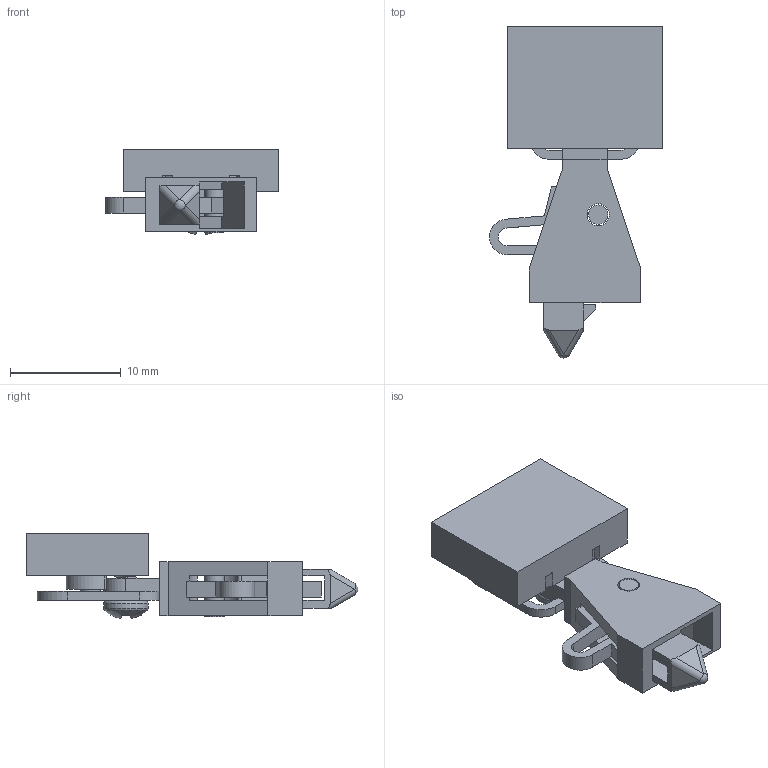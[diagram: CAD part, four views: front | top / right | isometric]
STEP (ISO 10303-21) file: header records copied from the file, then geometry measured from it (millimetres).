
FILE_DESCRIPTION(/* description */ ('','CAx-IF Rec.Pracs.---Representation and Presentation of Product Manufacturing Information (PMI)---4.0---2014-10-13'),/* implementation_level */ '2;1');
FILE_NAME(/* name */ 'AutoCoupler-V2-STEP.step',/* time_stamp */ '2025-02-10T20:14:43+05:30',/* author */ (''),/* organization */ (''),/* preprocessor_version */ 'ST-DEVELOPER v20',/* originating_system */ 'Autodesk Translation Framework v13.20.0.188',/* authorisation */ '');
FILE_SCHEMA (('AP242_MANAGED_MODEL_BASED_3D_ENGINEERING_MIM_LF { 1 0 10303 442 1 1 4 }'));
Length unit declared in the file: millimetre
Products named in the file (6): Coupler V2; Coupler; Hook; Spring; Filament; M2 4mm Stainless Steel Pan Head Phillips Screws
Assembly tree (5 placements, depth 2):
  Coupler V2
    Coupler
    Hook
    Spring
    Filament
    M2 4mm Stainless Steel Pan Head Phillips Screws
Bounding box: 15.6 x 29.91 x 7.61 mm (x, y, z)
Volume: 1042.8 mm3; surface area: 1720.1 mm2
Topology: 6 solids, 6 shells, 198 faces, 543 edges, 356 vertices
Faces by surface type: plane 128, cylinder 57, cone 6, bspline 3, sphere 2, torus 2
Full cylindrical faces by diameter (mm): 1.48 x9, 1.7 x1, 1.75 x1, 1.8 x1, 2 x10, 2.2 x1, 2.3 x1, 2.4 x1, 4 x1
Entity records: 8431 total; most frequent: CARTESIAN_POINT 3200, ORIENTED_EDGE 1086, DIRECTION 1019, EDGE_CURVE 543, LINE 365, VECTOR 365, VERTEX_POINT 356, AXIS2_PLACEMENT_3D 327
